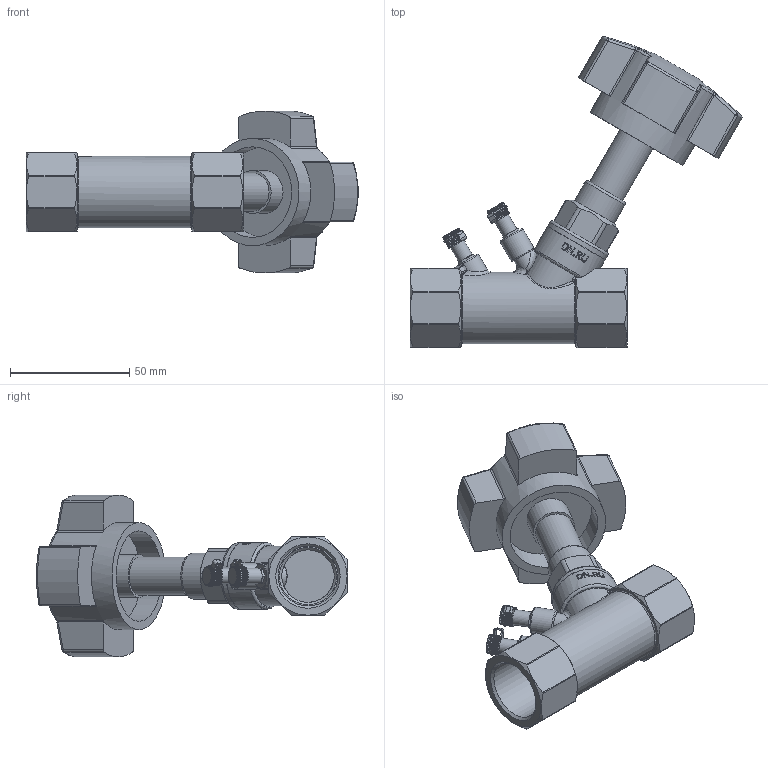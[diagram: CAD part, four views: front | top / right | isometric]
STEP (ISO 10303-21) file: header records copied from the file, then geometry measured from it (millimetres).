
FILE_DESCRIPTION(/* description */ (''),/* implementation_level */ '2;1');
FILE_NAME(/* name */ 'DN25_3D_STEP.stp',/* time_stamp */ '2024-03-20T16:17:35+03:00',/* author */ ('igorr'),/* organization */ (''),/* preprocessor_version */ 'ST-DEVELOPER v19.2',/* originating_system */ 'Autodesk Inventor 2023',/* authorisation */ '');
FILE_SCHEMA (('AUTOMOTIVE_DESIGN { 1 0 10303 214 3 1 1 }'));
Length unit declared in the file: millimetre
Products named in the file (3): Сборка; Деталь1; Деталь2
Assembly tree (2 placements, depth 2):
  Сборка
    Деталь1
    Деталь2
Bounding box: 139.2 x 130.42 x 67.9 mm (x, y, z)
Volume: 142171.6 mm3; surface area: 37083.9 mm2
Topology: 2 solids, 2 shells, 1100 faces, 2876 edges, 1810 vertices
Faces by surface type: plane 859, cylinder 104, bspline 94, torus 21, cone 14, sphere 8
Full cylindrical faces by diameter (mm): 6.5 x2, 11 x1, 15 x1, 16 x1, 17.157 x1, 18 x1, 19.261 x1, 22 x1, 25 x2, 28 x2, 30 x1, 38 x1, 45 x1
Entity records: 37157 total; most frequent: CARTESIAN_POINT 10451, ORIENTED_EDGE 5740, DIRECTION 4750, EDGE_CURVE 2870, VERTEX_POINT 1810, LINE 1782, VECTOR 1782, AXIS2_PLACEMENT_3D 1484
